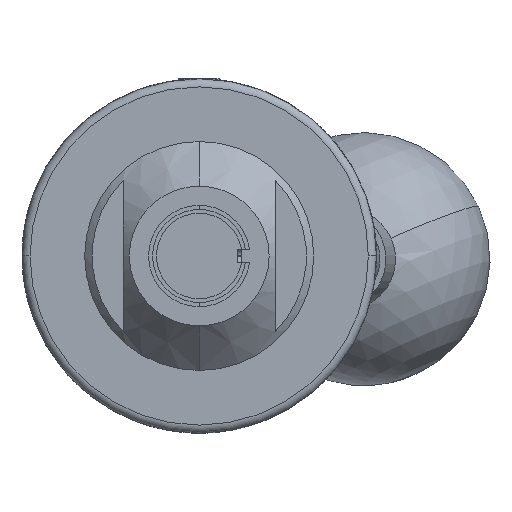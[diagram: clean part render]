
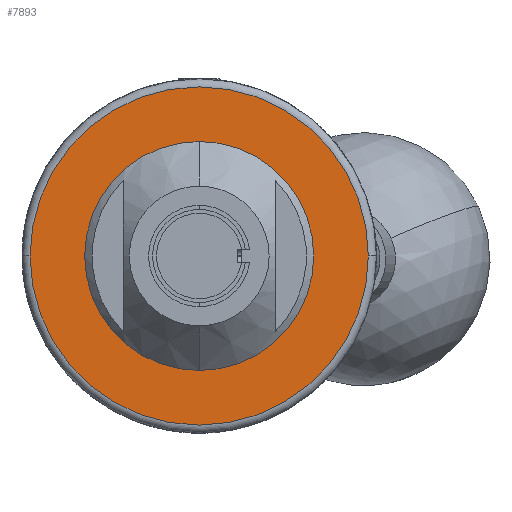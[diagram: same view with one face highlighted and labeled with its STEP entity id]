
A CAD part, left-side view. The second image highlights one B-rep face of the part: STEP entity #7893.
In plain terms, the highlighted planar face has unit normal (-1, 0, 0).
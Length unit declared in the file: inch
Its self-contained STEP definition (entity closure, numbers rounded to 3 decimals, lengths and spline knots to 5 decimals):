
#246 = DIRECTION ( 'NONE',  ( -1., 0., 0. ) ) ;
#376 = CARTESIAN_POINT ( 'NONE',  ( -2.918, 0., 0. ) ) ;
#410 = PLANE ( 'NONE',  #4263 ) ;
#1495 = CIRCLE ( 'NONE', #9083, 0.27344 ) ;
#1861 = ORIENTED_EDGE ( 'NONE', *, *, #9760, .F. ) ;
#2847 = DIRECTION ( 'NONE',  ( -1., 0., 0. ) ) ;
#3263 = VERTEX_POINT ( 'NONE', #4929 ) ;
#3458 = EDGE_LOOP ( 'NONE', ( #8621, #1861 ) ) ;
#3884 = DIRECTION ( 'NONE',  ( 0., -1., 0. ) ) ;
#4046 = AXIS2_PLACEMENT_3D ( 'NONE', #6037, #2847, #3884 ) ;
#4222 = DIRECTION ( 'NONE',  ( -1., 0., 0. ) ) ;
#4263 = AXIS2_PLACEMENT_3D ( 'NONE', #11202, #4944, #10145 ) ;
#4472 = EDGE_CURVE ( 'NONE', #6152, #5105, #10300, .T. ) ;
#4568 = CARTESIAN_POINT ( 'NONE',  ( -2.918, 0., 0. ) ) ;
#4696 = DIRECTION ( 'NONE',  ( -1., 0., 0. ) ) ;
#4929 = CARTESIAN_POINT ( 'NONE',  ( -2.918, 0., 0.27344 ) ) ;
#4944 = DIRECTION ( 'NONE',  ( 1., 0., 0. ) ) ;
#4982 = CARTESIAN_POINT ( 'NONE',  ( -2.918, 0., 0. ) ) ;
#5105 = VERTEX_POINT ( 'NONE', #10588 ) ;
#5636 = FACE_BOUND ( 'NONE', #3458, .T. ) ;
#6037 = CARTESIAN_POINT ( 'NONE',  ( -2.918, 0., 0. ) ) ;
#6122 = AXIS2_PLACEMENT_3D ( 'NONE', #4568, #4696, #7979 ) ;
#6152 = VERTEX_POINT ( 'NONE', #8828 ) ;
#6189 = DIRECTION ( 'NONE',  ( 0., 0., -1. ) ) ;
#7893 = ADVANCED_FACE ( 'NONE', ( #5636, #9729 ), #410, .F. ) ;
#7979 = DIRECTION ( 'NONE',  ( 0., -1., 0. ) ) ;
#8506 = DIRECTION ( 'NONE',  ( 0., 0., -1. ) ) ;
#8621 = ORIENTED_EDGE ( 'NONE', *, *, #13006, .F. ) ;
#8828 = CARTESIAN_POINT ( 'NONE',  ( -2.918, 0.835, 0. ) ) ;
#9083 = AXIS2_PLACEMENT_3D ( 'NONE', #4982, #4222, #6189 ) ;
#9517 = EDGE_LOOP ( 'NONE', ( #10350, #10533 ) ) ;
#9729 = FACE_OUTER_BOUND ( 'NONE', #9517, .T. ) ;
#9760 = EDGE_CURVE ( 'NONE', #3263, #10858, #1495, .T. ) ;
#9811 = CIRCLE ( 'NONE', #13219, 0.27344 ) ;
#10145 = DIRECTION ( 'NONE',  ( 0., -1., 0. ) ) ;
#10300 = CIRCLE ( 'NONE', #4046, 0.835 ) ;
#10350 = ORIENTED_EDGE ( 'NONE', *, *, #12151, .T. ) ;
#10533 = ORIENTED_EDGE ( 'NONE', *, *, #4472, .T. ) ;
#10588 = CARTESIAN_POINT ( 'NONE',  ( -2.918, -0.835, 0. ) ) ;
#10858 = VERTEX_POINT ( 'NONE', #12844 ) ;
#11202 = CARTESIAN_POINT ( 'NONE',  ( -2.918, -0.875, 0. ) ) ;
#11693 = CIRCLE ( 'NONE', #6122, 0.835 ) ;
#12151 = EDGE_CURVE ( 'NONE', #5105, #6152, #11693, .T. ) ;
#12844 = CARTESIAN_POINT ( 'NONE',  ( -2.918, 0., -0.27344 ) ) ;
#13006 = EDGE_CURVE ( 'NONE', #10858, #3263, #9811, .T. ) ;
#13219 = AXIS2_PLACEMENT_3D ( 'NONE', #376, #246, #8506 ) ;
